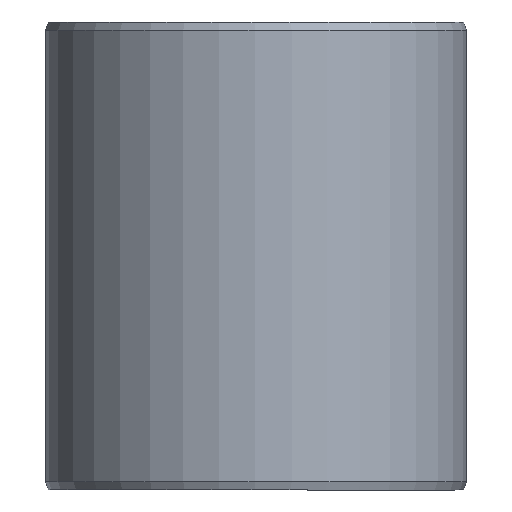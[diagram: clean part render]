
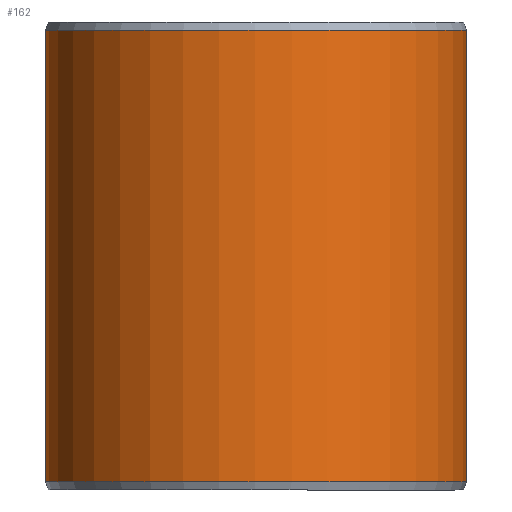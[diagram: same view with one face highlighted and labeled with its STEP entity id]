
A CAD part, front view. The second image highlights one B-rep face of the part: STEP entity #162.
In plain terms, the highlighted cylindrical face has radius 45 mm (diameter 90 mm), a partial arc.
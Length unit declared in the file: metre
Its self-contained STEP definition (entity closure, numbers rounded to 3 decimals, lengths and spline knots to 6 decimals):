
#162=ADVANCED_FACE('',(#185,#186),#187,.T.);
#185=FACE_OUTER_BOUND('',#211,.T.);
#186=FACE_BOUND('',#212,.T.);
#187=CYLINDRICAL_SURFACE('',#213,0.045);
#211=EDGE_LOOP('',(#289,#290,#291,#292));
#212=EDGE_LOOP('',(#293));
#213=AXIS2_PLACEMENT_3D('',#294,#295,#296);
#289=ORIENTED_EDGE('',*,*,#314,.T.);
#290=ORIENTED_EDGE('',*,*,#323,.F.);
#291=ORIENTED_EDGE('',*,*,#309,.F.);
#292=ORIENTED_EDGE('',*,*,#324,.T.);
#293=ORIENTED_EDGE('',*,*,#327,.T.);
#294=CARTESIAN_POINT('',(0.,0.,0.0));
#295=DIRECTION('',(0.,0.0,-1.0));
#296=DIRECTION('',(-1.0,0.0,0.));
#309=EDGE_CURVE('',#341,#342,#343,.T.);
#314=EDGE_CURVE('',#351,#349,#352,.T.);
#323=EDGE_CURVE('',#342,#349,#365,.T.);
#324=EDGE_CURVE('',#341,#351,#366,.T.);
#327=EDGE_CURVE('',#370,#370,#371,.T.);
#341=VERTEX_POINT('',#389);
#342=VERTEX_POINT('',#390);
#343=CIRCLE('',#391,0.045);
#349=VERTEX_POINT('',#399);
#351=VERTEX_POINT('',#402);
#352=CIRCLE('',#403,0.045);
#365=LINE('',#422,#423);
#366=LINE('',#424,#425);
#370=VERTEX_POINT('',#505);
#371=B_SPLINE_CURVE_WITH_KNOTS('',3,(#506,#507,#508,#509,#510,#511,#512,#513,#514,#515,#516,#517,#518,#519,#520,#521,#522,#523,#524,#525,#526,#527,#528,#529,#530,#531,#532,#533,#534,#535,#536,#537,#538,#539,#540,#541,#542,#543,#544,#545,#546,#547,#548,#549,#550,#551,#552,#553,#554,#555,#556,#557,#558,#559,#560,#561,#562,#563,#564,#565,#566,#567,#568,#569,#570,#571,#572,#573,#574,#575,#576,#577,#578,#579,#580,#581),.UNSPECIFIED.,.T.,.F.,(2,2,2,2,2,2,2,2,2,2,2,2,2,2,2,2,2,2,2,2,2,2,2,2,2,2,2,2,2,2,2,2,2,2,2,2,2,2,2,2),(-0.000978,0.0,0.000978,0.001466,0.001955,0.002933,0.003911,0.004888,0.005866,0.006844,0.007821,0.008799,0.009777,0.010265,0.010754,0.011732,0.01271,0.013198,0.013687,0.014665,0.015642,0.01662,0.017598,0.018575,0.019553,0.020531,0.021508,0.021997,0.022486,0.023464,0.024441,0.02493,0.025419,0.026397,0.027374,0.028352,0.02933,0.030307,0.031285,0.032263),.UNSPECIFIED.);
#389=CARTESIAN_POINT('',(0.000785,0.044993,0.0018));
#390=CARTESIAN_POINT('',(0.,0.045,0.0018));
#391=AXIS2_PLACEMENT_3D('',#595,#596,#597);
#399=CARTESIAN_POINT('',(0.,0.045,0.0982));
#402=CARTESIAN_POINT('',(0.000785,0.044993,0.0982));
#403=AXIS2_PLACEMENT_3D('',#604,#605,#606);
#422=CARTESIAN_POINT('',(0.,0.045,0.0018));
#423=VECTOR('',#619,1.0);
#424=CARTESIAN_POINT('',(0.000785,0.044993,0.0018));
#425=VECTOR('',#620,1.0);
#505=CARTESIAN_POINT('',(0.035758,-0.027319,0.05));
#506=CARTESIAN_POINT('',(0.035758,-0.027319,0.049669));
#507=CARTESIAN_POINT('',(0.035758,-0.027319,0.050331));
#508=CARTESIAN_POINT('',(0.035778,-0.027293,0.050656));
#509=CARTESIAN_POINT('',(0.035836,-0.027217,0.051135));
#510=CARTESIAN_POINT('',(0.035861,-0.027185,0.051294));
#511=CARTESIAN_POINT('',(0.035918,-0.027109,0.051608));
#512=CARTESIAN_POINT('',(0.035952,-0.027064,0.051764));
#513=CARTESIAN_POINT('',(0.036066,-0.026912,0.052218));
#514=CARTESIAN_POINT('',(0.036158,-0.026789,0.052505));
#515=CARTESIAN_POINT('',(0.036374,-0.026495,0.053048));
#516=CARTESIAN_POINT('',(0.036498,-0.026324,0.053305));
#517=CARTESIAN_POINT('',(0.036767,-0.025947,0.053766));
#518=CARTESIAN_POINT('',(0.036912,-0.025741,0.053973));
#519=CARTESIAN_POINT('',(0.037222,-0.02529,0.054339));
#520=CARTESIAN_POINT('',(0.037385,-0.025049,0.054494));
#521=CARTESIAN_POINT('',(0.037717,-0.024546,0.054743));
#522=CARTESIAN_POINT('',(0.037888,-0.024281,0.054839));
#523=CARTESIAN_POINT('',(0.038233,-0.023735,0.054968));
#524=CARTESIAN_POINT('',(0.038403,-0.023459,0.055));
#525=CARTESIAN_POINT('',(0.038739,-0.022899,0.055));
#526=CARTESIAN_POINT('',(0.038907,-0.022613,0.054968));
#527=CARTESIAN_POINT('',(0.039225,-0.022056,0.05484));
#528=CARTESIAN_POINT('',(0.039377,-0.021784,0.054746));
#529=CARTESIAN_POINT('',(0.039595,-0.021384,0.054558));
#530=CARTESIAN_POINT('',(0.039666,-0.021252,0.054487));
#531=CARTESIAN_POINT('',(0.039802,-0.020996,0.054332));
#532=CARTESIAN_POINT('',(0.039867,-0.020872,0.054248));
#533=CARTESIAN_POINT('',(0.040055,-0.020511,0.053977));
#534=CARTESIAN_POINT('',(0.040169,-0.020285,0.05377));
#535=CARTESIAN_POINT('',(0.040378,-0.019866,0.053304));
#536=CARTESIAN_POINT('',(0.040469,-0.01968,0.053051));
#537=CARTESIAN_POINT('',(0.040587,-0.019434,0.052646));
#538=CARTESIAN_POINT('',(0.040624,-0.019358,0.052506));
#539=CARTESIAN_POINT('',(0.04069,-0.019217,0.052216));
#540=CARTESIAN_POINT('',(0.040721,-0.019153,0.052067));
#541=CARTESIAN_POINT('',(0.040801,-0.018981,0.051613));
#542=CARTESIAN_POINT('',(0.040841,-0.018895,0.051301));
#543=CARTESIAN_POINT('',(0.040895,-0.018778,0.05066));
#544=CARTESIAN_POINT('',(0.040909,-0.018747,0.050328));
#545=CARTESIAN_POINT('',(0.040909,-0.018747,0.049675));
#546=CARTESIAN_POINT('',(0.040896,-0.018776,0.049351));
#547=CARTESIAN_POINT('',(0.040842,-0.018893,0.048705));
#548=CARTESIAN_POINT('',(0.040801,-0.018981,0.04839));
#549=CARTESIAN_POINT('',(0.040695,-0.019207,0.047788));
#550=CARTESIAN_POINT('',(0.040629,-0.019348,0.047497));
#551=CARTESIAN_POINT('',(0.04047,-0.019678,0.04695));
#552=CARTESIAN_POINT('',(0.040379,-0.019865,0.046699));
#553=CARTESIAN_POINT('',(0.040173,-0.020278,0.046237));
#554=CARTESIAN_POINT('',(0.040056,-0.020508,0.046026));
#555=CARTESIAN_POINT('',(0.039805,-0.020991,0.045663));
#556=CARTESIAN_POINT('',(0.039671,-0.021244,0.045509));
#557=CARTESIAN_POINT('',(0.039454,-0.021643,0.04532));
#558=CARTESIAN_POINT('',(0.039378,-0.02178,0.045264));
#559=CARTESIAN_POINT('',(0.039225,-0.022055,0.045169));
#560=CARTESIAN_POINT('',(0.039147,-0.022193,0.045129));
#561=CARTESIAN_POINT('',(0.038909,-0.022609,0.045033));
#562=CARTESIAN_POINT('',(0.038745,-0.022889,0.045));
#563=CARTESIAN_POINT('',(0.038405,-0.023456,0.045));
#564=CARTESIAN_POINT('',(0.038234,-0.023733,0.045032));
#565=CARTESIAN_POINT('',(0.037978,-0.024139,0.045127));
#566=CARTESIAN_POINT('',(0.037893,-0.024272,0.045166));
#567=CARTESIAN_POINT('',(0.037722,-0.024537,0.045261));
#568=CARTESIAN_POINT('',(0.037637,-0.024668,0.045317));
#569=CARTESIAN_POINT('',(0.037386,-0.025047,0.045505));
#570=CARTESIAN_POINT('',(0.037225,-0.025285,0.045658));
#571=CARTESIAN_POINT('',(0.036917,-0.025734,0.046021));
#572=CARTESIAN_POINT('',(0.036768,-0.025945,0.046231));
#573=CARTESIAN_POINT('',(0.0365,-0.026322,0.046692));
#574=CARTESIAN_POINT('',(0.036377,-0.02649,0.046943));
#575=CARTESIAN_POINT('',(0.03616,-0.026786,0.047489));
#576=CARTESIAN_POINT('',(0.036067,-0.026911,0.04778));
#577=CARTESIAN_POINT('',(0.035916,-0.027112,0.048381));
#578=CARTESIAN_POINT('',(0.035857,-0.02719,0.048696));
#579=CARTESIAN_POINT('',(0.035778,-0.027293,0.049343));
#580=CARTESIAN_POINT('',(0.035758,-0.027319,0.049669));
#581=CARTESIAN_POINT('',(0.035758,-0.027319,0.050331));
#595=CARTESIAN_POINT('',(0.,0.,0.0018));
#596=DIRECTION('',(0.,0.0,-1.0));
#597=DIRECTION('',(-1.0,0.0,0.));
#604=CARTESIAN_POINT('',(0.,0.,0.0982));
#605=DIRECTION('',(0.,0.0,-1.0));
#606=DIRECTION('',(-1.0,0.0,0.));
#619=DIRECTION('',(0.,0.0,1.0));
#620=DIRECTION('',(0.,0.,1.0));
